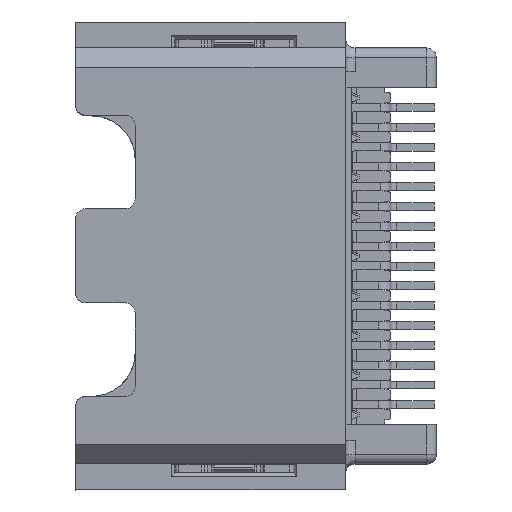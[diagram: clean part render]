
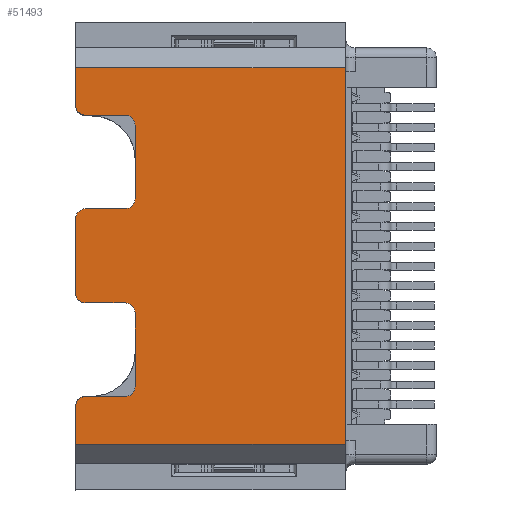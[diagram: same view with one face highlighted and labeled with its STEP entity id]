
A CAD part, top view. The second image highlights one B-rep face of the part: STEP entity #51493.
In plain terms, the highlighted planar face has unit normal (0, 0, 1).
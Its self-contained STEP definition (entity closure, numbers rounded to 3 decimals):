
#7255=CARTESIAN_POINT('',(2.5,58.367,11.279));
#7256=VERTEX_POINT('',#7255);
#7263=CARTESIAN_POINT('',(3.,58.867,11.279));
#7264=VERTEX_POINT('',#7263);
#7265=CARTESIAN_POINT('',(2.5,58.867,11.279));
#7266=DIRECTION('',(0.,-1.,0.));
#7267=DIRECTION('',(0.,0.,1.));
#7268=AXIS2_PLACEMENT_3D('',#7265,#7267,#7266);
#7269=CIRCLE('',#7268,0.5);
#7270=EDGE_CURVE('',#7256,#7264,#7269,.T.);
#7286=CARTESIAN_POINT('',(0.5,58.367,11.279));
#7287=VERTEX_POINT('',#7286);
#7288=CARTESIAN_POINT('',(0.5,58.367,11.279));
#7289=DIRECTION('',(1.,0.,0.));
#7290=VECTOR('',#7289,2.);
#7291=LINE('',#7288,#7290);
#7292=EDGE_CURVE('',#7287,#7256,#7291,.T.);
#7318=CARTESIAN_POINT('',(0.,57.867,11.279));
#7319=VERTEX_POINT('',#7318);
#7320=CARTESIAN_POINT('',(0.5,57.867,11.279));
#7321=DIRECTION('',(-1.,0.,0.));
#7322=DIRECTION('',(0.,0.,-1.));
#7323=AXIS2_PLACEMENT_3D('',#7320,#7322,#7321);
#7324=CIRCLE('',#7323,0.5);
#7325=EDGE_CURVE('',#7319,#7287,#7324,.T.);
#7354=CARTESIAN_POINT('',(0.,54.117,11.279));
#7355=VERTEX_POINT('',#7354);
#7362=CARTESIAN_POINT('',(0.,54.117,11.279));
#7363=DIRECTION('',(0.,1.,0.));
#7364=VECTOR('',#7363,3.75);
#7365=LINE('',#7362,#7364);
#7366=EDGE_CURVE('',#7355,#7319,#7365,.T.);
#7406=CARTESIAN_POINT('',(0.5,53.617,11.279));
#7407=VERTEX_POINT('',#7406);
#7408=CARTESIAN_POINT('',(0.5,54.117,11.279));
#7409=DIRECTION('',(0.,-1.,0.));
#7410=DIRECTION('',(0.,0.,-1.));
#7411=AXIS2_PLACEMENT_3D('',#7408,#7410,#7409);
#7412=CIRCLE('',#7411,0.5);
#7413=EDGE_CURVE('',#7407,#7355,#7412,.T.);
#7440=CARTESIAN_POINT('',(2.5,53.617,11.279));
#7441=VERTEX_POINT('',#7440);
#7448=CARTESIAN_POINT('',(2.5,53.617,11.279));
#7449=DIRECTION('',(-1.,0.,0.));
#7450=VECTOR('',#7449,2.);
#7451=LINE('',#7448,#7450);
#7452=EDGE_CURVE('',#7441,#7407,#7451,.T.);
#7470=CARTESIAN_POINT('',(3.,53.117,11.279));
#7471=VERTEX_POINT('',#7470);
#7478=CARTESIAN_POINT('',(2.5,53.117,11.279));
#7479=DIRECTION('',(1.,0.,0.));
#7480=DIRECTION('',(0.,0.,1.));
#7481=AXIS2_PLACEMENT_3D('',#7478,#7480,#7479);
#7482=CIRCLE('',#7481,0.5);
#7483=EDGE_CURVE('',#7471,#7441,#7482,.T.);
#12607=CARTESIAN_POINT('',(3.,62.592,11.279));
#12608=VERTEX_POINT('',#12607);
#12609=CARTESIAN_POINT('',(2.5,63.092,11.279));
#12610=VERTEX_POINT('',#12609);
#12611=CARTESIAN_POINT('',(2.5,62.592,11.279));
#12612=DIRECTION('',(1.,0.,0.));
#12613=DIRECTION('',(0.,0.,1.));
#12614=AXIS2_PLACEMENT_3D('',#12611,#12613,#12612);
#12615=CIRCLE('',#12614,0.5);
#12616=EDGE_CURVE('',#12608,#12610,#12615,.T.);
#12652=CARTESIAN_POINT('',(3.,58.867,11.279));
#12653=DIRECTION('',(0.,1.,0.));
#12654=VECTOR('',#12653,3.725);
#12655=LINE('',#12652,#12654);
#12656=EDGE_CURVE('',#7264,#12608,#12655,.T.);
#12777=CARTESIAN_POINT('',(3.,49.392,11.279));
#12778=VERTEX_POINT('',#12777);
#12779=CARTESIAN_POINT('',(3.,49.392,11.279));
#12780=DIRECTION('',(0.,1.,0.));
#12781=VECTOR('',#12780,3.725);
#12782=LINE('',#12779,#12781);
#12783=EDGE_CURVE('',#12778,#7471,#12782,.T.);
#12828=CARTESIAN_POINT('',(2.5,48.892,11.279));
#12829=VERTEX_POINT('',#12828);
#12830=CARTESIAN_POINT('',(2.5,49.392,11.279));
#12831=DIRECTION('',(0.,-1.,0.));
#12832=DIRECTION('',(0.,0.,1.));
#12833=AXIS2_PLACEMENT_3D('',#12830,#12832,#12831);
#12834=CIRCLE('',#12833,0.5);
#12835=EDGE_CURVE('',#12829,#12778,#12834,.T.);
#12958=CARTESIAN_POINT('',(0.5,48.892,11.279));
#12959=VERTEX_POINT('',#12958);
#12966=CARTESIAN_POINT('',(0.5,48.892,11.279));
#12967=DIRECTION('',(1.,0.,0.));
#12968=VECTOR('',#12967,2.);
#12969=LINE('',#12966,#12968);
#12970=EDGE_CURVE('',#12959,#12829,#12969,.T.);
#13005=CARTESIAN_POINT('',(0.5,63.092,11.279));
#13006=VERTEX_POINT('',#13005);
#13007=CARTESIAN_POINT('',(2.5,63.092,11.279));
#13008=DIRECTION('',(-1.,0.,0.));
#13009=VECTOR('',#13008,2.);
#13010=LINE('',#13007,#13009);
#13011=EDGE_CURVE('',#12610,#13006,#13010,.T.);
#13243=CARTESIAN_POINT('',(0.,63.592,11.279));
#13244=VERTEX_POINT('',#13243);
#13262=CARTESIAN_POINT('',(0.5,63.592,11.279));
#13263=DIRECTION('',(0.,-1.,0.));
#13264=DIRECTION('',(0.,0.,-1.));
#13265=AXIS2_PLACEMENT_3D('',#13262,#13264,#13263);
#13266=CIRCLE('',#13265,0.5);
#13267=EDGE_CURVE('',#13006,#13244,#13266,.T.);
#13288=CARTESIAN_POINT('',(0.,48.392,11.279));
#13289=VERTEX_POINT('',#13288);
#13296=CARTESIAN_POINT('',(0.5,48.392,11.279));
#13297=DIRECTION('',(-1.,0.,0.));
#13298=DIRECTION('',(0.,0.,-1.));
#13299=AXIS2_PLACEMENT_3D('',#13296,#13298,#13297);
#13300=CIRCLE('',#13299,0.5);
#13301=EDGE_CURVE('',#13289,#12959,#13300,.T.);
#42669=CARTESIAN_POINT('',(0.,65.492,11.279));
#42670=VERTEX_POINT('',#42669);
#42677=CARTESIAN_POINT('',(13.6,65.492,11.279));
#42678=VERTEX_POINT('',#42677);
#42679=CARTESIAN_POINT('',(13.6,65.492,11.279));
#42680=DIRECTION('',(-1.,0.,0.));
#42681=VECTOR('',#42680,13.6);
#42682=LINE('',#42679,#42681);
#42683=EDGE_CURVE('',#42678,#42670,#42682,.T.);
#43707=CARTESIAN_POINT('',(0.,46.492,11.279));
#43708=VERTEX_POINT('',#43707);
#43716=CARTESIAN_POINT('',(13.6,46.492,11.279));
#43717=VERTEX_POINT('',#43716);
#43724=CARTESIAN_POINT('',(0.,46.492,11.279));
#43725=DIRECTION('',(1.,0.,0.));
#43726=VECTOR('',#43725,13.6);
#43727=LINE('',#43724,#43726);
#43728=EDGE_CURVE('',#43708,#43717,#43727,.T.);
#44217=CARTESIAN_POINT('',(13.6,46.492,11.279));
#44218=DIRECTION('',(0.,1.,0.));
#44219=VECTOR('',#44218,19.);
#44220=LINE('',#44217,#44219);
#44221=EDGE_CURVE('',#43717,#42678,#44220,.T.);
#51456=CARTESIAN_POINT('',(6.8,55.992,11.279));
#51457=DIRECTION('',(0.,1.,0.));
#51458=DIRECTION('',(0.,-0.,1.));
#51459=AXIS2_PLACEMENT_3D('',#51456,#51458,#51457);
#51460=PLANE('',#51459);
#51461=CARTESIAN_POINT('',(0.,65.492,11.279));
#51462=DIRECTION('',(0.,-1.,0.));
#51463=VECTOR('',#51462,1.9);
#51464=LINE('',#51461,#51463);
#51465=EDGE_CURVE('',#42670,#13244,#51464,.T.);
#51466=ORIENTED_EDGE('',*,*,#51465,.T.);
#51467=ORIENTED_EDGE('',*,*,#13267,.F.);
#51468=ORIENTED_EDGE('',*,*,#13011,.F.);
#51469=ORIENTED_EDGE('',*,*,#12616,.F.);
#51470=ORIENTED_EDGE('',*,*,#12656,.F.);
#51471=ORIENTED_EDGE('',*,*,#7270,.F.);
#51472=ORIENTED_EDGE('',*,*,#7292,.F.);
#51473=ORIENTED_EDGE('',*,*,#7325,.F.);
#51474=ORIENTED_EDGE('',*,*,#7366,.F.);
#51475=ORIENTED_EDGE('',*,*,#7413,.F.);
#51476=ORIENTED_EDGE('',*,*,#7452,.F.);
#51477=ORIENTED_EDGE('',*,*,#7483,.F.);
#51478=ORIENTED_EDGE('',*,*,#12783,.F.);
#51479=ORIENTED_EDGE('',*,*,#12835,.F.);
#51480=ORIENTED_EDGE('',*,*,#12970,.F.);
#51481=ORIENTED_EDGE('',*,*,#13301,.F.);
#51482=CARTESIAN_POINT('',(0.,46.492,11.279));
#51483=DIRECTION('',(0.,1.,0.));
#51484=VECTOR('',#51483,1.9);
#51485=LINE('',#51482,#51484);
#51486=EDGE_CURVE('',#43708,#13289,#51485,.T.);
#51487=ORIENTED_EDGE('',*,*,#51486,.F.);
#51488=ORIENTED_EDGE('',*,*,#43728,.T.);
#51489=ORIENTED_EDGE('',*,*,#44221,.T.);
#51490=ORIENTED_EDGE('',*,*,#42683,.T.);
#51491=EDGE_LOOP('',(#51466,#51467,#51468,#51469,#51470,#51471,#51472,#51473,#51474,#51475,#51476,#51477,#51478,#51479,#51480,#51481,#51487,#51488,#51489,#51490));
#51492=FACE_OUTER_BOUND('',#51491,.T.);
#51493=ADVANCED_FACE('',(#51492),#51460,.T.);
